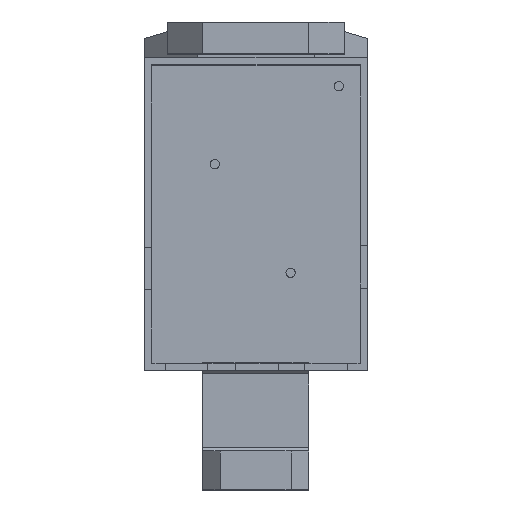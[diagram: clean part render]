
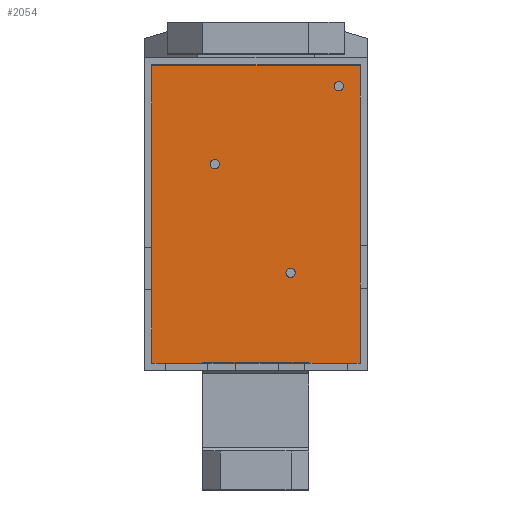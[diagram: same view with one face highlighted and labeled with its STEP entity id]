
A CAD part, top view. The second image highlights one B-rep face of the part: STEP entity #2054.
In plain terms, the highlighted planar face has unit normal (0, 0, 1).
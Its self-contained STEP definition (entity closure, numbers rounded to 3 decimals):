
#63=CIRCLE('',#2178,1.299);
#64=CIRCLE('',#2180,1.299);
#65=CIRCLE('',#2182,1.299);
#80=FACE_BOUND('',#270,.T.);
#81=FACE_BOUND('',#271,.T.);
#82=FACE_BOUND('',#272,.T.);
#150=FACE_OUTER_BOUND('',#269,.T.);
#269=EDGE_LOOP('',(#1667,#1668,#1669,#1670));
#270=EDGE_LOOP('',(#1671));
#271=EDGE_LOOP('',(#1672));
#272=EDGE_LOOP('',(#1673));
#330=LINE('',#2743,#592);
#477=LINE('',#3036,#739);
#481=LINE('',#3042,#743);
#488=LINE('',#3073,#750);
#592=VECTOR('',#2252,10.);
#739=VECTOR('',#2493,10.);
#743=VECTOR('',#2499,10.);
#750=VECTOR('',#2540,10.);
#851=VERTEX_POINT('',#2740);
#852=VERTEX_POINT('',#2742);
#951=VERTEX_POINT('',#3034);
#952=VERTEX_POINT('',#3040);
#957=VERTEX_POINT('',#3061);
#958=VERTEX_POINT('',#3065);
#959=VERTEX_POINT('',#3069);
#1045=EDGE_CURVE('',#852,#851,#330,.T.);
#1192=EDGE_CURVE('',#851,#951,#477,.T.);
#1196=EDGE_CURVE('',#951,#952,#481,.T.);
#1203=EDGE_CURVE('',#957,#957,#63,.T.);
#1205=EDGE_CURVE('',#958,#958,#64,.T.);
#1207=EDGE_CURVE('',#959,#959,#65,.T.);
#1209=EDGE_CURVE('',#952,#852,#488,.T.);
#1667=ORIENTED_EDGE('',*,*,#1209,.T.);
#1668=ORIENTED_EDGE('',*,*,#1045,.T.);
#1669=ORIENTED_EDGE('',*,*,#1192,.T.);
#1670=ORIENTED_EDGE('',*,*,#1196,.T.);
#1671=ORIENTED_EDGE('',*,*,#1203,.T.);
#1672=ORIENTED_EDGE('',*,*,#1205,.T.);
#1673=ORIENTED_EDGE('',*,*,#1207,.T.);
#1954=PLANE('',#2184);
#2054=ADVANCED_FACE('',(#150,#80,#81,#82),#1954,.T.);
#2178=AXIS2_PLACEMENT_3D('',#3062,#2525,#2526);
#2180=AXIS2_PLACEMENT_3D('',#3066,#2530,#2531);
#2182=AXIS2_PLACEMENT_3D('',#3070,#2535,#2536);
#2184=AXIS2_PLACEMENT_3D('',#3074,#2541,#2542);
#2252=DIRECTION('',(0.,1.,0.));
#2493=DIRECTION('',(-1.,0.,0.));
#2499=DIRECTION('',(0.,-1.,0.));
#2525=DIRECTION('center_axis',(0.,0.,-1.));
#2526=DIRECTION('ref_axis',(-1.,0.,0.));
#2530=DIRECTION('center_axis',(0.,0.,-1.));
#2531=DIRECTION('ref_axis',(-1.,0.,0.));
#2535=DIRECTION('center_axis',(0.,0.,-1.));
#2536=DIRECTION('ref_axis',(-1.,0.,0.));
#2540=DIRECTION('',(1.,0.,0.));
#2541=DIRECTION('center_axis',(0.,0.,1.));
#2542=DIRECTION('ref_axis',(1.,0.,0.));
#2740=CARTESIAN_POINT('',(61.8,87.2,3.));
#2742=CARTESIAN_POINT('',(61.8,3.,3.));
#2743=CARTESIAN_POINT('',(61.8,66.15,3.));
#3034=CARTESIAN_POINT('',(3.,87.2,3.));
#3036=CARTESIAN_POINT('',(17.7,87.2,3.));
#3040=CARTESIAN_POINT('',(3.,3.,3.));
#3042=CARTESIAN_POINT('',(3.,24.05,3.));
#3061=CARTESIAN_POINT('',(23.944,61.658,3.));
#3062=CARTESIAN_POINT('Origin',(22.645,61.658,3.));
#3065=CARTESIAN_POINT('',(45.299,31.,3.));
#3066=CARTESIAN_POINT('Origin',(44.,31.,3.));
#3069=CARTESIAN_POINT('',(10.299,9.,3.));
#3070=CARTESIAN_POINT('Origin',(9.,9.,3.));
#3073=CARTESIAN_POINT('',(47.1,3.,3.));
#3074=CARTESIAN_POINT('Origin',(32.4,45.1,3.));
